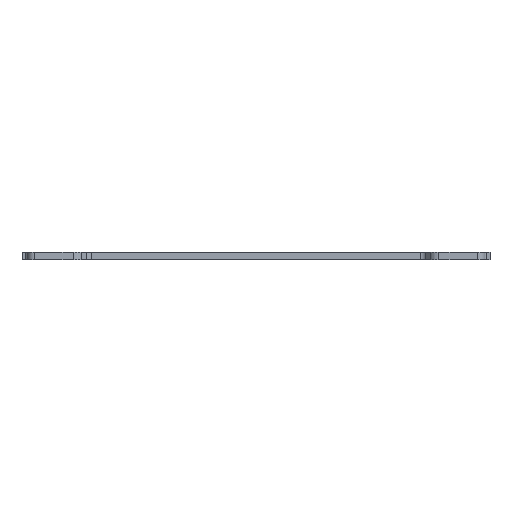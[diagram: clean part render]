
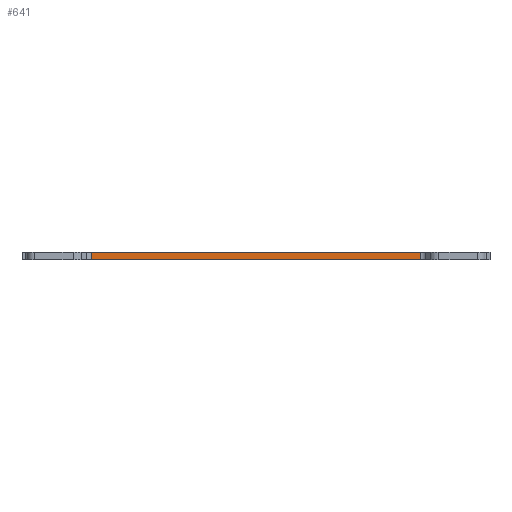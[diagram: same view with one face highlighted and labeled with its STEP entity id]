
A CAD part, front view. The second image highlights one B-rep face of the part: STEP entity #641.
In plain terms, the highlighted planar face has unit normal (0, -1, 0).
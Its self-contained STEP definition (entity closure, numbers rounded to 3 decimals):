
#41=(GEOMETRIC_REPRESENTATION_CONTEXT(2)PARAMETRIC_REPRESENTATION_CONTEXT()REPRESENTATION_CONTEXT('',''));
#58=CARTESIAN_POINT('',(0.0,0.0,0.0));
#59=DIRECTION('',(0.0,0.0,1.0));
#60=DIRECTION('',(1.0,0.0,0.0));
#61=AXIS2_PLACEMENT_3D('',#58,#59,#60);
#62=PLANE('',#61);
#298=CARTESIAN_POINT('',(0.0,0.0,6.0));
#299=DIRECTION('',(0.0,0.0,1.0));
#300=DIRECTION('',(1.0,0.0,-0.0));
#301=AXIS2_PLACEMENT_3D('',#298,#299,#300);
#302=PLANE('',#301);
#480=CARTESIAN_POINT('',(-170.031,-176.498,6.0));
#481=DIRECTION('',(0.0,0.0,-1.0));
#482=DIRECTION('',(-1.0,0.0,0.0));
#483=AXIS2_PLACEMENT_3D('',#480,#481,#482);
#484=CYLINDRICAL_SURFACE('',#483,5.508);
#485=CARTESIAN_POINT('',(-170.031,-170.99,0.0));
#486=VERTEX_POINT('',#485);
#508=CARTESIAN_POINT('',(-170.031,-170.99,6.0));
#509=VERTEX_POINT('',#508);
#510=CARTESIAN_POINT('',(0.,-170.99,6.0));
#511=DIRECTION('',(0.,-1.0,0.0));
#512=DIRECTION('',(1.0,0.,0.0));
#513=AXIS2_PLACEMENT_3D('',#510,#511,#512);
#514=PLANE('',#513);
#515=CARTESIAN_POINT('',(90.0,0.0));
#516=CARTESIAN_POINT('',(90.0,6.0));
#517=B_SPLINE_CURVE_WITH_KNOTS('',1,(#515,#516),.UNSPECIFIED.,.F.,.F.,(2,2),(0.0,0.006),.UNSPECIFIED.);
#518=DEFINITIONAL_REPRESENTATION('',(#517),#41);
#519=PCURVE('',#484,#518);
#520=CARTESIAN_POINT('',(-170.031,0.0));
#521=CARTESIAN_POINT('',(-170.031,-6.0));
#522=B_SPLINE_CURVE_WITH_KNOTS('',1,(#520,#521),.UNSPECIFIED.,.F.,.F.,(2,2),(0.0,0.006),.UNSPECIFIED.);
#523=DEFINITIONAL_REPRESENTATION('',(#522),#41);
#524=PCURVE('',#514,#523);
#525=CARTESIAN_POINT('',(-170.031,-170.99,6.0));
#526=DIRECTION('',(0.0,0.0,-1.0));
#527=VECTOR('',#526,6.0);
#528=LINE('',#525,#527);
#529=INTERSECTION_CURVE('',#528,(#519,#524),.PCURVE_S1.);
#530=EDGE_CURVE('',#509,#486,#529,.T.);
#578=CARTESIAN_POINT('',(100.822,-170.99,0.0));
#579=VERTEX_POINT('',#578);
#580=CARTESIAN_POINT('',(100.822,-6.0));
#581=CARTESIAN_POINT('',(-170.031,-6.0));
#582=B_SPLINE_CURVE_WITH_KNOTS('',1,(#580,#581),.UNSPECIFIED.,.F.,.F.,(2,2),(-0.101,0.17),.UNSPECIFIED.);
#583=DEFINITIONAL_REPRESENTATION('',(#582),#41);
#584=PCURVE('',#514,#583);
#585=CARTESIAN_POINT('',(100.822,-170.99));
#586=CARTESIAN_POINT('',(-170.031,-170.99));
#587=B_SPLINE_CURVE_WITH_KNOTS('',1,(#585,#586),.UNSPECIFIED.,.F.,.F.,(2,2),(-0.101,0.17),.UNSPECIFIED.);
#588=DEFINITIONAL_REPRESENTATION('',(#587),#41);
#589=PCURVE('',#62,#588);
#590=CARTESIAN_POINT('',(100.822,-170.99,0.0));
#591=DIRECTION('',(-1.0,0.,0.0));
#592=VECTOR('',#591,270.854);
#593=LINE('',#590,#592);
#594=INTERSECTION_CURVE('',#593,(#584,#589),.PCURVE_S1.);
#595=EDGE_CURVE('',#579,#486,#594,.T.);
#596=ORIENTED_EDGE('',*,*,#595,.F.);
#597=CARTESIAN_POINT('',(100.822,-170.99,6.0));
#598=VERTEX_POINT('',#597);
#599=CARTESIAN_POINT('',(100.822,-176.498,6.0));
#600=DIRECTION('',(0.0,0.0,-1.0));
#601=DIRECTION('',(-1.0,0.0,0.0));
#602=AXIS2_PLACEMENT_3D('',#599,#600,#601);
#603=CYLINDRICAL_SURFACE('',#602,5.508);
#604=CARTESIAN_POINT('',(100.822,0.0));
#605=CARTESIAN_POINT('',(100.822,-6.0));
#606=B_SPLINE_CURVE_WITH_KNOTS('',1,(#604,#605),.UNSPECIFIED.,.F.,.F.,(2,2),(0.0,0.006),.UNSPECIFIED.);
#607=DEFINITIONAL_REPRESENTATION('',(#606),#41);
#608=PCURVE('',#514,#607);
#609=CARTESIAN_POINT('',(90.0,0.0));
#610=CARTESIAN_POINT('',(90.0,6.0));
#611=B_SPLINE_CURVE_WITH_KNOTS('',1,(#609,#610),.UNSPECIFIED.,.F.,.F.,(2,2),(0.0,0.006),.UNSPECIFIED.);
#612=DEFINITIONAL_REPRESENTATION('',(#611),#41);
#613=PCURVE('',#603,#612);
#614=CARTESIAN_POINT('',(100.822,-170.99,6.0));
#615=DIRECTION('',(0.0,0.0,-1.0));
#616=VECTOR('',#615,6.0);
#617=LINE('',#614,#616);
#618=INTERSECTION_CURVE('',#617,(#608,#613),.PCURVE_S1.);
#619=EDGE_CURVE('',#598,#579,#618,.T.);
#620=ORIENTED_EDGE('',*,*,#619,.F.);
#621=CARTESIAN_POINT('',(100.822,0.0));
#622=CARTESIAN_POINT('',(-170.031,0.0));
#623=B_SPLINE_CURVE_WITH_KNOTS('',1,(#621,#622),.UNSPECIFIED.,.F.,.F.,(2,2),(-0.101,0.17),.UNSPECIFIED.);
#624=DEFINITIONAL_REPRESENTATION('',(#623),#41);
#625=PCURVE('',#514,#624);
#626=CARTESIAN_POINT('',(100.822,-170.99));
#627=CARTESIAN_POINT('',(-170.031,-170.99));
#628=B_SPLINE_CURVE_WITH_KNOTS('',1,(#626,#627),.UNSPECIFIED.,.F.,.F.,(2,2),(-0.101,0.17),.UNSPECIFIED.);
#629=DEFINITIONAL_REPRESENTATION('',(#628),#41);
#630=PCURVE('',#302,#629);
#631=CARTESIAN_POINT('',(100.822,-170.99,6.0));
#632=DIRECTION('',(-1.0,0.,0.0));
#633=VECTOR('',#632,270.854);
#634=LINE('',#631,#633);
#635=INTERSECTION_CURVE('',#634,(#625,#630),.PCURVE_S1.);
#636=EDGE_CURVE('',#598,#509,#635,.T.);
#637=ORIENTED_EDGE('',*,*,#636,.T.);
#638=ORIENTED_EDGE('',*,*,#530,.T.);
#639=EDGE_LOOP('',(#596,#620,#637,#638));
#640=FACE_BOUND('',#639,.T.);
#641=ADVANCED_FACE('',(#640),#514,.T.);
